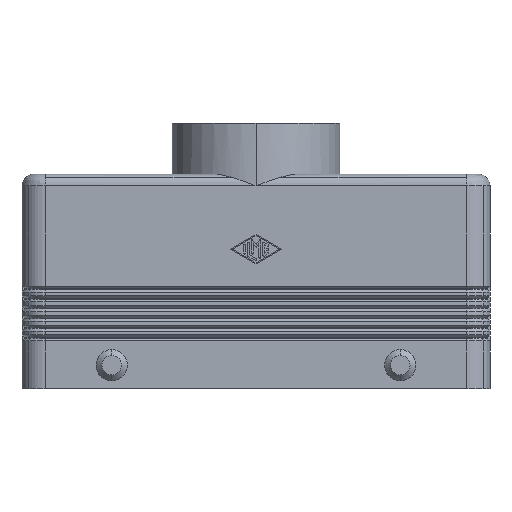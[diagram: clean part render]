
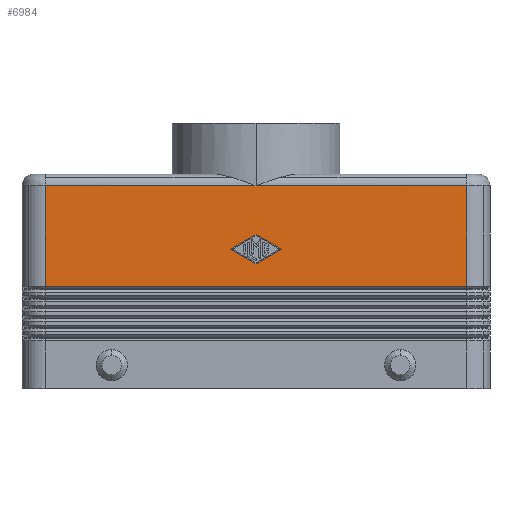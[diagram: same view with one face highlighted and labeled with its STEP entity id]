
A CAD part, front view. The second image highlights one B-rep face of the part: STEP entity #6984.
In plain terms, the highlighted planar face has unit normal (0, -1, 0).
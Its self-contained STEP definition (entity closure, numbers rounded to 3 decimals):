
#1429=CARTESIAN_POINT('',(-54.,-21.5,26.25));
#1430=VERTEX_POINT('',#1429);
#1438=CARTESIAN_POINT('',(-54.,-21.5,52.0));
#1439=VERTEX_POINT('',#1438);
#1440=CARTESIAN_POINT('',(-54.,-21.5,26.25));
#1441=DIRECTION('',(0.0,0.0,1.0));
#1442=VECTOR('',#1441,25.75);
#1443=LINE('',#1440,#1442);
#1444=EDGE_CURVE('',#1430,#1439,#1443,.T.);
#3979=CARTESIAN_POINT('',(54.,-21.5,52.0));
#3980=VERTEX_POINT('',#3979);
#3988=CARTESIAN_POINT('',(54.0,-21.5,26.25));
#3989=VERTEX_POINT('',#3988);
#3990=CARTESIAN_POINT('',(54.,-21.5,52.0));
#3991=DIRECTION('',(0.0,0.0,-1.0));
#3992=VECTOR('',#3991,25.75);
#3993=LINE('',#3990,#3992);
#3994=EDGE_CURVE('',#3980,#3989,#3993,.T.);
#4648=CARTESIAN_POINT('',(0.0,-21.5,52.));
#4649=VERTEX_POINT('',#4648);
#4650=CARTESIAN_POINT('',(-54.,-21.5,52.0));
#4651=DIRECTION('',(1.0,0.0,0.0));
#4652=VECTOR('',#4651,54.);
#4653=LINE('',#4650,#4652);
#4654=EDGE_CURVE('',#1439,#4649,#4653,.T.);
#4692=CARTESIAN_POINT('',(0.0,-21.5,52.));
#4693=DIRECTION('',(1.0,0.0,0.0));
#4694=VECTOR('',#4693,54.);
#4695=LINE('',#4692,#4694);
#4696=EDGE_CURVE('',#4649,#3980,#4695,.T.);
#6933=CARTESIAN_POINT('',(0.,-21.5,27.5));
#6934=DIRECTION('',(0.0,1.0,0.0));
#6935=DIRECTION('',(0.0,0.0,1.0));
#6936=AXIS2_PLACEMENT_3D('',#6933,#6934,#6935);
#6937=PLANE('',#6936);
#6938=ORIENTED_EDGE('',*,*,#4654,.F.);
#6939=ORIENTED_EDGE('',*,*,#1444,.F.);
#6940=CARTESIAN_POINT('',(54.0,-21.5,26.25));
#6941=DIRECTION('',(-1.0,0.0,0.0));
#6942=VECTOR('',#6941,108.);
#6943=LINE('',#6940,#6942);
#6944=EDGE_CURVE('',#3989,#1430,#6943,.T.);
#6945=ORIENTED_EDGE('',*,*,#6944,.F.);
#6946=ORIENTED_EDGE('',*,*,#3994,.F.);
#6947=ORIENTED_EDGE('',*,*,#4696,.F.);
#6948=EDGE_LOOP('',(#6938,#6939,#6945,#6946,#6947));
#6949=FACE_OUTER_BOUND('',#6948,.T.);
#6950=CARTESIAN_POINT('',(0.,-21.5,32.001));
#6951=VERTEX_POINT('',#6950);
#6952=CARTESIAN_POINT('',(-6.5,-21.5,35.75));
#6953=VERTEX_POINT('',#6952);
#6954=CARTESIAN_POINT('',(0.,-21.5,32.001));
#6955=DIRECTION('',(-0.866,0.0,0.5));
#6956=VECTOR('',#6955,7.504);
#6957=LINE('',#6954,#6956);
#6958=EDGE_CURVE('',#6951,#6953,#6957,.T.);
#6959=ORIENTED_EDGE('',*,*,#6958,.T.);
#6960=CARTESIAN_POINT('',(0.,-21.5,39.499));
#6961=VERTEX_POINT('',#6960);
#6962=CARTESIAN_POINT('',(-6.5,-21.5,35.75));
#6963=DIRECTION('',(0.866,0.0,0.5));
#6964=VECTOR('',#6963,7.504);
#6965=LINE('',#6962,#6964);
#6966=EDGE_CURVE('',#6953,#6961,#6965,.T.);
#6967=ORIENTED_EDGE('',*,*,#6966,.T.);
#6968=CARTESIAN_POINT('',(6.5,-21.5,35.75));
#6969=VERTEX_POINT('',#6968);
#6970=CARTESIAN_POINT('',(0.,-21.5,39.499));
#6971=DIRECTION('',(0.866,0.0,-0.5));
#6972=VECTOR('',#6971,7.504);
#6973=LINE('',#6970,#6972);
#6974=EDGE_CURVE('',#6961,#6969,#6973,.T.);
#6975=ORIENTED_EDGE('',*,*,#6974,.T.);
#6976=CARTESIAN_POINT('',(6.5,-21.5,35.75));
#6977=DIRECTION('',(-0.866,0.0,-0.5));
#6978=VECTOR('',#6977,7.504);
#6979=LINE('',#6976,#6978);
#6980=EDGE_CURVE('',#6969,#6951,#6979,.T.);
#6981=ORIENTED_EDGE('',*,*,#6980,.T.);
#6982=EDGE_LOOP('',(#6959,#6967,#6975,#6981));
#6983=FACE_BOUND('',#6982,.T.);
#6984=ADVANCED_FACE('',(#6949,#6983),#6937,.F.);
